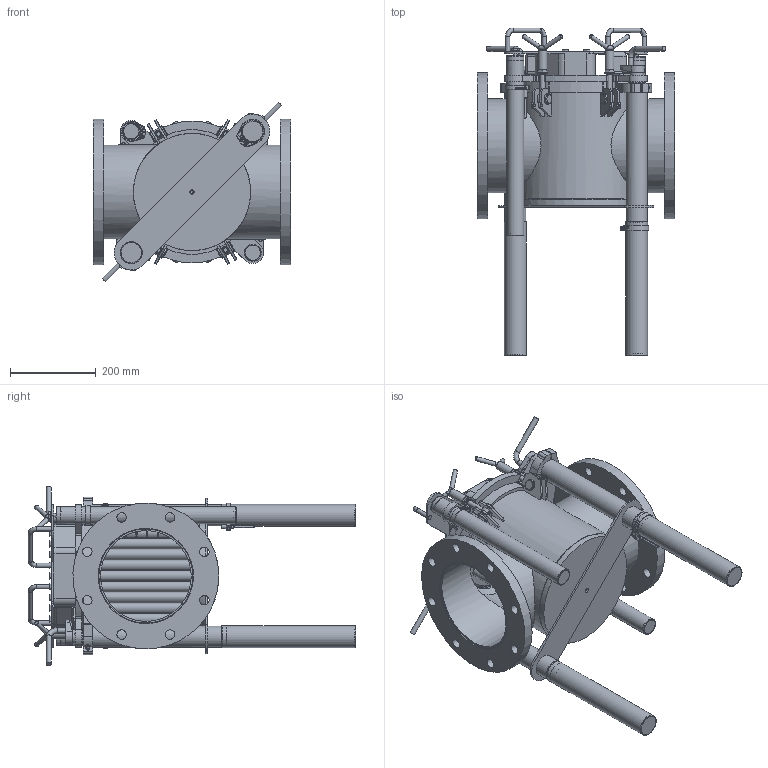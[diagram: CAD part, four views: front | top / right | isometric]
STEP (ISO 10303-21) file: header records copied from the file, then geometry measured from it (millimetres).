
FILE_DESCRIPTION(/* description */ (''),/* implementation_level */ '2;1');
FILE_NAME(/* name */ 'SSFNG20038 B.stp',/* time_stamp */ '2018-10-17T10:57:31+02:00',/* author */ ('cr'),/* organization */ (''),/* preprocessor_version */ 'ST-DEVELOPER v16.5',/* originating_system */ 'Autodesk Inventor 2017',/* authorisation */ '');
FILE_SCHEMA (('CONFIG_CONTROL_DESIGN'));
Products named in the file (1): Part1
Bounding box: 460 x 763 x 418.61 mm (x, y, z)
Volume: 9958012 mm3; surface area: 2792174.9 mm2
Topology: 11 solids, 62 shells, 2163 faces, 5381 edges, 3539 vertices
Faces by surface type: plane 929, cylinder 761, cone 243, bspline 164, torus 65, sphere 1
Full cylindrical faces by diameter (mm): 3 x4, 3.1 x4, 4.134 x4, 4.2 x2, 4.9 x2, 5 x2, 6 x2, 6.2 x2, 6.647 x16, 6.928 x2, 7 x8, 7.323 x11, 8 x7, 8.376 x3, 8.4 x2, 8.8 x2, 9 x7, 9.188 x2, 10 x18, 10.1 x11, 10.2 x4, 11 x3, 11.053 x4, 11.4 x11, 11.6 x1, 12 x13, 13 x6, 15 x3, 15.4 x2, 17.2 x4
Entity records: 67891 total; most frequent: CARTESIAN_POINT 17374, DIRECTION 9901, ORIENTED_EDGE 9334, EDGE_CURVE 4665, AXIS2_PLACEMENT_3D 3915, VERTEX_POINT 3334, EDGE_LOOP 3049, STYLED_ITEM 2172
